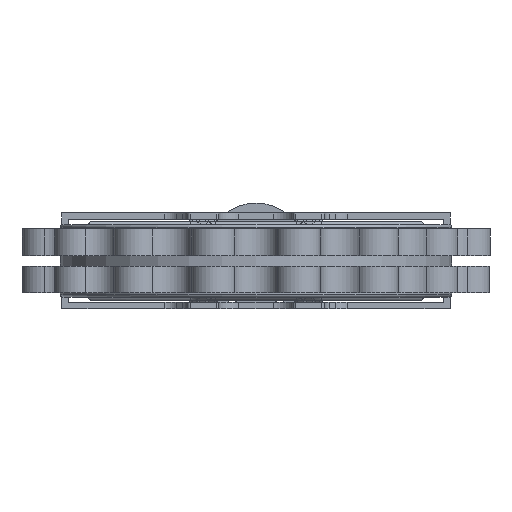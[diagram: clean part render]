
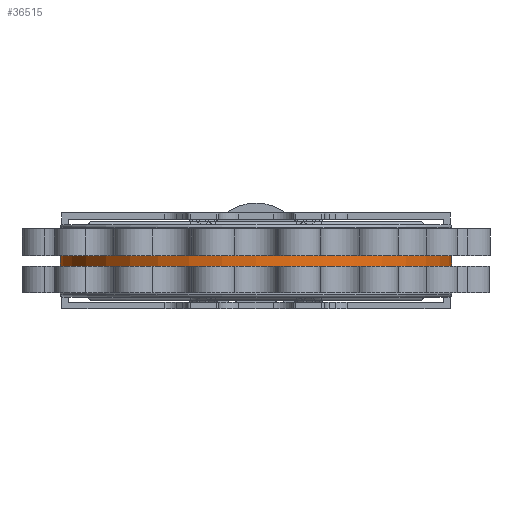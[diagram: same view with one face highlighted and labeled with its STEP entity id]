
A CAD part, front view. The second image highlights one B-rep face of the part: STEP entity #36515.
In plain terms, the highlighted cylindrical face has radius 241 mm (diameter 482 mm), a partial arc.
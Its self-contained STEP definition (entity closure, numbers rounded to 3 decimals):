
#1593 = VERTEX_POINT ( 'NONE', #14870 ) ;
#6569 = ORIENTED_EDGE ( 'NONE', *, *, #25917, .F. ) ;
#8174 = VECTOR ( 'NONE', #10140, 1000. ) ;
#9312 = EDGE_CURVE ( 'NONE', #27757, #46906, #58766, .T. ) ;
#10140 = DIRECTION ( 'NONE',  ( 0., 0., -1. ) ) ;
#11640 = CARTESIAN_POINT ( 'NONE',  ( 241., 0., 33. ) ) ;
#13280 = DIRECTION ( 'NONE',  ( 0., 0., -1. ) ) ;
#13871 = VERTEX_POINT ( 'NONE', #56371 ) ;
#14503 = DIRECTION ( 'NONE',  ( 0., 0., 1. ) ) ;
#14870 = CARTESIAN_POINT ( 'NONE',  ( -241., 0., 33. ) ) ;
#15397 = VECTOR ( 'NONE', #65211, 1000. ) ;
#20437 = DIRECTION ( 'NONE',  ( 1., 0., 0. ) ) ;
#21957 = DIRECTION ( 'NONE',  ( 0., 0., 1. ) ) ;
#22241 = CARTESIAN_POINT ( 'NONE',  ( -241., 0., 46. ) ) ;
#23300 = CIRCLE ( 'NONE', #67642, 241. ) ;
#25917 = EDGE_CURVE ( 'NONE', #13871, #27757, #43544, .T. ) ;
#27757 = VERTEX_POINT ( 'NONE', #61680 ) ;
#31830 = ORIENTED_EDGE ( 'NONE', *, *, #66730, .T. ) ;
#33587 = CARTESIAN_POINT ( 'NONE',  ( 0., 0., 33. ) ) ;
#36515 = ADVANCED_FACE ( 'NONE', ( #60174 ), #49509, .T. ) ;
#36845 = EDGE_LOOP ( 'NONE', ( #56576, #6569, #31830, #62485 ) ) ;
#37025 = CARTESIAN_POINT ( 'NONE',  ( 0., 0., 46. ) ) ;
#42284 = CARTESIAN_POINT ( 'NONE',  ( 241., 0., 46. ) ) ;
#43544 = CIRCLE ( 'NONE', #64301, 241. ) ;
#46906 = VERTEX_POINT ( 'NONE', #11640 ) ;
#49509 = CYLINDRICAL_SURFACE ( 'NONE', #60021, 241. ) ;
#49876 = DIRECTION ( 'NONE',  ( 1., 0., 0. ) ) ;
#54152 = LINE ( 'NONE', #22241, #8174 ) ;
#56371 = CARTESIAN_POINT ( 'NONE',  ( -241., 0., 46. ) ) ;
#56576 = ORIENTED_EDGE ( 'NONE', *, *, #9312, .F. ) ;
#58766 = LINE ( 'NONE', #42284, #15397 ) ;
#60021 = AXIS2_PLACEMENT_3D ( 'NONE', #70048, #13280, #64438 ) ;
#60174 = FACE_OUTER_BOUND ( 'NONE', #36845, .T. ) ;
#60513 = EDGE_CURVE ( 'NONE', #1593, #46906, #23300, .T. ) ;
#61680 = CARTESIAN_POINT ( 'NONE',  ( 241., 0., 46. ) ) ;
#62485 = ORIENTED_EDGE ( 'NONE', *, *, #60513, .T. ) ;
#64301 = AXIS2_PLACEMENT_3D ( 'NONE', #37025, #14503, #20437 ) ;
#64438 = DIRECTION ( 'NONE',  ( -1., 0., 0. ) ) ;
#65211 = DIRECTION ( 'NONE',  ( 0., 0., -1. ) ) ;
#66730 = EDGE_CURVE ( 'NONE', #13871, #1593, #54152, .T. ) ;
#67642 = AXIS2_PLACEMENT_3D ( 'NONE', #33587, #21957, #49876 ) ;
#70048 = CARTESIAN_POINT ( 'NONE',  ( 0., 0., 46. ) ) ;
